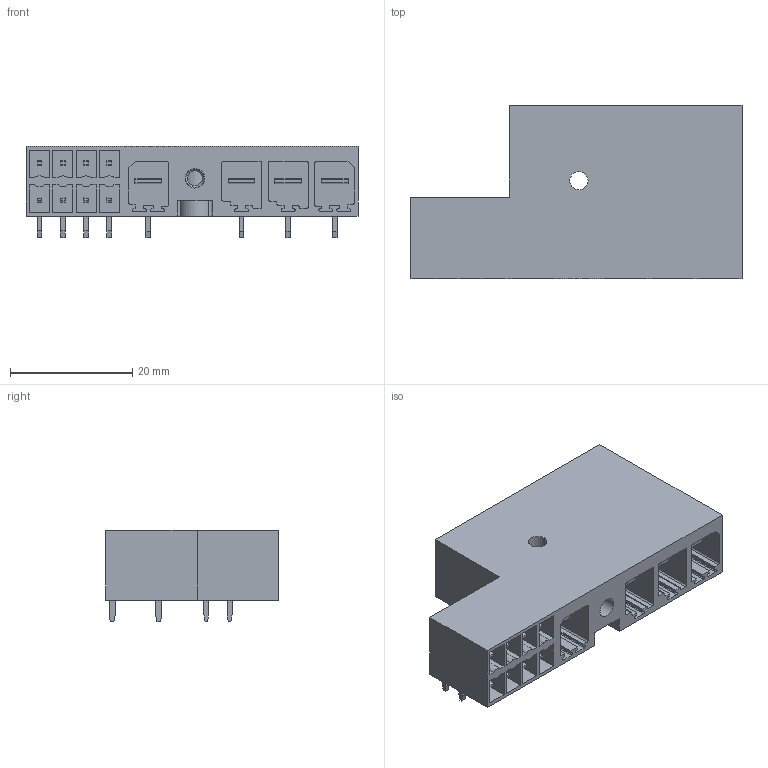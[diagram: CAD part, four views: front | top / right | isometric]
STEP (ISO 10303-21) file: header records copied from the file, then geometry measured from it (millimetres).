
FILE_DESCRIPTION(('CATIA V5 STEP Exchange'),'2;1');
FILE_NAME ('D1449442_0_1156290000_1156290000.stp','2018-11-27T09:53:14+00:00',('none'),('Weidmueller'),'CATIA Version 5-6 Release 2014','CATIA V5 STEP AP203','none');
FILE_SCHEMA(('CONFIG_CONTROL_DESIGN'));
Length unit declared in the file: millimetre
Products named in the file (1): 1156290000
Bounding box: 54.31 x 28.3 x 14.9 mm (x, y, z)
Volume: 10440 mm3; surface area: 10341.4 mm2
Topology: 14 solids, 14 shells, 548 faces, 1519 edges, 1007 vertices
Faces by surface type: plane 479, cylinder 67, cone 2
Entity records: 14197 total; most frequent: ORIENTED_EDGE 3038, CARTESIAN_POINT 2379, DIRECTION 1731, EDGE_CURVE 1331, VECTOR 1211, LINE 1211, VERTEX_POINT 847, EDGE_LOOP 594
